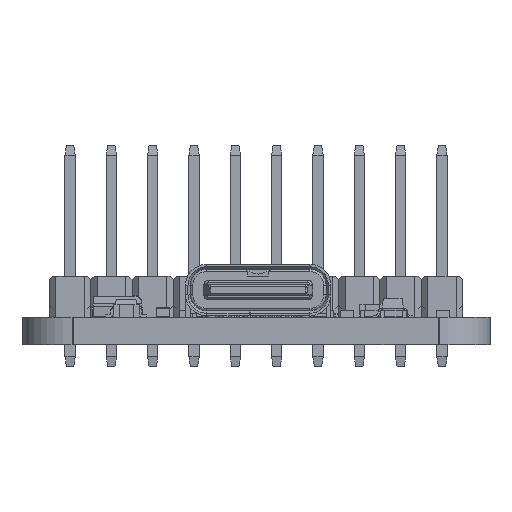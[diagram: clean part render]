
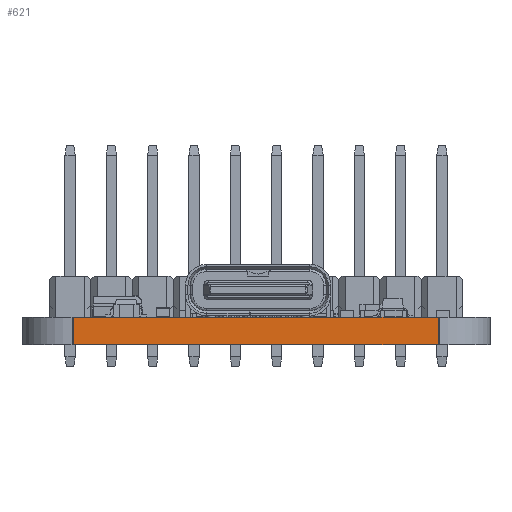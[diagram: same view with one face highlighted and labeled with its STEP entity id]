
A CAD part, front view. The second image highlights one B-rep face of the part: STEP entity #621.
In plain terms, the highlighted planar face has unit normal (0, -1, 0).
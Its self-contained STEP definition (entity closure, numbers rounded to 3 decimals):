
#594 = VERTEX_POINT('',#595);
#595 = CARTESIAN_POINT('',(149.454,44.823,1.691));
#602 = EDGE_CURVE('',#603,#594,#605,.T.);
#603 = VERTEX_POINT('',#604);
#604 = CARTESIAN_POINT('',(149.454,44.823,0.));
#605 = LINE('',#606,#607);
#606 = CARTESIAN_POINT('',(149.454,44.823,0.));
#607 = VECTOR('',#608,1.);
#608 = DIRECTION('',(0.,0.,1.));
#621 = ADVANCED_FACE('',(#622),#647,.T.);
#622 = FACE_BOUND('',#623,.T.);
#623 = EDGE_LOOP('',(#624,#625,#633,#641));
#624 = ORIENTED_EDGE('',*,*,#602,.T.);
#625 = ORIENTED_EDGE('',*,*,#626,.T.);
#626 = EDGE_CURVE('',#594,#627,#629,.T.);
#627 = VERTEX_POINT('',#628);
#628 = CARTESIAN_POINT('',(127.027,44.823,1.691));
#629 = LINE('',#630,#631);
#630 = CARTESIAN_POINT('',(149.454,44.823,1.691));
#631 = VECTOR('',#632,1.);
#632 = DIRECTION('',(-1.,0.,0.));
#633 = ORIENTED_EDGE('',*,*,#634,.F.);
#634 = EDGE_CURVE('',#635,#627,#637,.T.);
#635 = VERTEX_POINT('',#636);
#636 = CARTESIAN_POINT('',(127.027,44.823,0.));
#637 = LINE('',#638,#639);
#638 = CARTESIAN_POINT('',(127.027,44.823,0.));
#639 = VECTOR('',#640,1.);
#640 = DIRECTION('',(0.,0.,1.));
#641 = ORIENTED_EDGE('',*,*,#642,.F.);
#642 = EDGE_CURVE('',#603,#635,#643,.T.);
#643 = LINE('',#644,#645);
#644 = CARTESIAN_POINT('',(149.454,44.823,0.));
#645 = VECTOR('',#646,1.);
#646 = DIRECTION('',(-1.,0.,0.));
#647 = PLANE('',#648);
#648 = AXIS2_PLACEMENT_3D('',#649,#650,#651);
#649 = CARTESIAN_POINT('',(149.454,44.823,0.));
#650 = DIRECTION('',(0.,-1.,0.));
#651 = DIRECTION('',(-1.,0.,0.));
